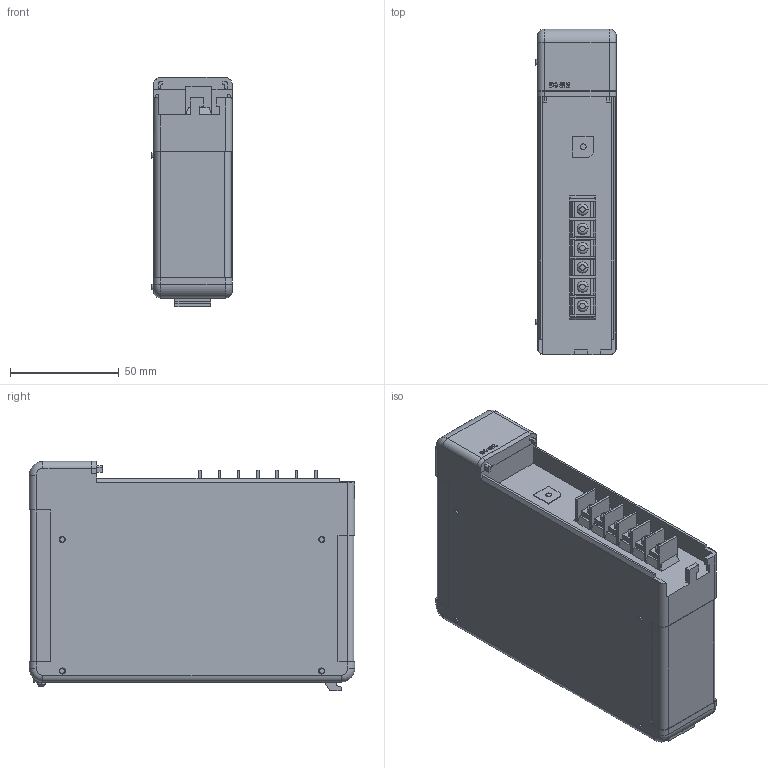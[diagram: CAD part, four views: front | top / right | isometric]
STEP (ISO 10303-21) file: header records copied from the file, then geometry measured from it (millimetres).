
FILE_DESCRIPTION (( 'STEP AP214' ), '1' );
FILE_NAME ('D4-RM.step', '2014-09-23T18:04:41', ( '' ), ( '' ), 'SwSTEP 2.0', 'SolidWorks 2014', '' );
FILE_SCHEMA (( 'AUTOMOTIVE_DESIGN' ));
Length unit declared in the file: inch
Products named in the file (1): D4-RM
Bounding box: 36.96 x 149.99 x 105.56 mm (x, y, z)
Volume: 472202.8 mm3; surface area: 54271.9 mm2
Topology: 8 solids, 8 shells, 365 faces, 910 edges, 588 vertices
Faces by surface type: plane 265, cylinder 49, bspline 21, torus 20, cone 10
Entity records: 14541 total; most frequent: CARTESIAN_POINT 3025, ORIENTED_EDGE 1820, DIRECTION 1703, EDGE_CURVE 910, LINE 713, VECTOR 713, VERTEX_POINT 588, AXIS2_PLACEMENT_3D 495
